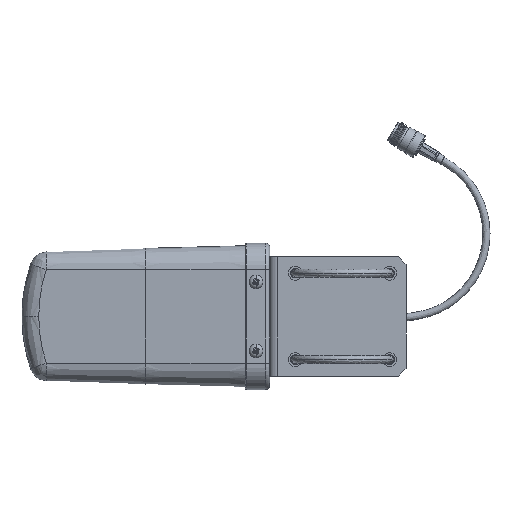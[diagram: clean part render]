
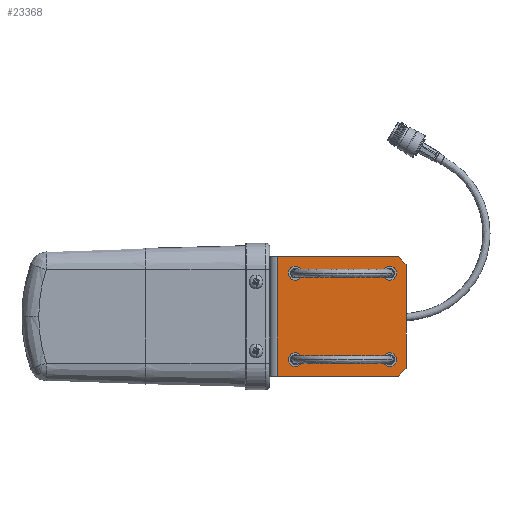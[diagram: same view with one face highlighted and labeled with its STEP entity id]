
A CAD part, front view. The second image highlights one B-rep face of the part: STEP entity #23368.
In plain terms, the highlighted planar face has unit normal (0, -1, 0).
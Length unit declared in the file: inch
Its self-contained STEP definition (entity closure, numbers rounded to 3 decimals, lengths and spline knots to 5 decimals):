
#264 = CIRCLE ( 'NONE', #312, 0.175 ) ;
#265 = CARTESIAN_POINT ( 'NONE',  ( 3.218, -0.98402, -1.5 ) ) ;
#275 = CARTESIAN_POINT ( 'NONE',  ( 3.218, -0.98402, -1.5 ) ) ;
#276 = LINE ( 'NONE', #275, #313 ) ;
#280 = CARTESIAN_POINT ( 'NONE',  ( 0.093, -0.98402, -1.5 ) ) ;
#281 = AXIS2_PLACEMENT_3D ( 'NONE', #289, #345, #344 ) ;
#284 = DIRECTION ( 'NONE',  ( 0., 0., 1. ) ) ;
#285 = DIRECTION ( 'NONE',  ( 0., -1., 0. ) ) ;
#286 = FACE_BOUND ( 'NONE', #23336, .T. ) ;
#287 = LINE ( 'NONE', #351, #350 ) ;
#288 = CARTESIAN_POINT ( 'NONE',  ( 0.183, -0.98402, -1.5 ) ) ;
#289 = CARTESIAN_POINT ( 'NONE',  ( 0.64241, -0.98402, -1.08267 ) ) ;
#290 = AXIS2_PLACEMENT_3D ( 'NONE', #305, #285, #284 ) ;
#291 = DIRECTION ( 'NONE',  ( 0., 0., -1. ) ) ;
#292 = VECTOR ( 'NONE', #291, 39.37008 ) ;
#293 = CARTESIAN_POINT ( 'NONE',  ( 0.183, -0.98402, -1.5 ) ) ;
#294 = CIRCLE ( 'NONE', #290, 0.175 ) ;
#295 = DIRECTION ( 'NONE',  ( 0.707, 0., -0.707 ) ) ;
#296 = VECTOR ( 'NONE', #295, 39.37008 ) ;
#297 = CARTESIAN_POINT ( 'NONE',  ( 3.418, -0.98402, 1.3 ) ) ;
#298 = LINE ( 'NONE', #293, #292 ) ;
#299 = DIRECTION ( 'NONE',  ( 0., 0., -1. ) ) ;
#300 = VECTOR ( 'NONE', #299, 39.37008 ) ;
#301 = CARTESIAN_POINT ( 'NONE',  ( 3.418, -0.98402, 1.5 ) ) ;
#302 = LINE ( 'NONE', #301, #300 ) ;
#303 = CARTESIAN_POINT ( 'NONE',  ( 3.418, -0.98402, -1.3 ) ) ;
#304 = LINE ( 'NONE', #297, #296 ) ;
#305 = CARTESIAN_POINT ( 'NONE',  ( 3.00461, -0.98402, -1.08267 ) ) ;
#306 = CIRCLE ( 'NONE', #281, 0.175 ) ;
#307 = DIRECTION ( 'NONE',  ( -0.707, 0., -0.707 ) ) ;
#308 = CARTESIAN_POINT ( 'NONE',  ( 3.418, -0.98402, 1.3 ) ) ;
#309 = DIRECTION ( 'NONE',  ( 0., 0., 1. ) ) ;
#310 = DIRECTION ( 'NONE',  ( 0., -1., 0. ) ) ;
#311 = CARTESIAN_POINT ( 'NONE',  ( 3.00461, -0.98402, 1.08268 ) ) ;
#312 = AXIS2_PLACEMENT_3D ( 'NONE', #311, #310, #309 ) ;
#313 = VECTOR ( 'NONE', #307, 39.37008 ) ;
#318 = DIRECTION ( 'NONE',  ( 0., 0., 1. ) ) ;
#326 = DIRECTION ( 'NONE',  ( 0., 0., 1. ) ) ;
#327 = AXIS2_PLACEMENT_3D ( 'NONE', #339, #348, #326 ) ;
#328 = CIRCLE ( 'NONE', #327, 0.175 ) ;
#329 = DIRECTION ( 'NONE',  ( 0., 1., 0. ) ) ;
#332 = PLANE ( 'NONE',  #338 ) ;
#333 = FACE_OUTER_BOUND ( 'NONE', #23319, .T. ) ;
#334 = FACE_BOUND ( 'NONE', #23343, .T. ) ;
#338 = AXIS2_PLACEMENT_3D ( 'NONE', #280, #329, #318 ) ;
#339 = CARTESIAN_POINT ( 'NONE',  ( 0.64241, -0.98402, 1.08268 ) ) ;
#340 = FACE_BOUND ( 'NONE', #23433, .T. ) ;
#344 = DIRECTION ( 'NONE',  ( 0., 0., 1. ) ) ;
#345 = DIRECTION ( 'NONE',  ( 0., -1., 0. ) ) ;
#346 = FACE_BOUND ( 'NONE', #23423, .T. ) ;
#348 = DIRECTION ( 'NONE',  ( 0., -1., 0. ) ) ;
#349 = DIRECTION ( 'NONE',  ( -1., 0., 0. ) ) ;
#350 = VECTOR ( 'NONE', #349, 39.37008 ) ;
#351 = CARTESIAN_POINT ( 'NONE',  ( 0.093, -0.98402, -1.5 ) ) ;
#352 = CARTESIAN_POINT ( 'NONE',  ( 3.218, -0.98402, 1.5 ) ) ;
#392 = CARTESIAN_POINT ( 'NONE',  ( 0.183, -0.98402, 1.5 ) ) ;
#812 = LINE ( 'NONE', #815, #816 ) ;
#814 = DIRECTION ( 'NONE',  ( -1., 0., 0. ) ) ;
#815 = CARTESIAN_POINT ( 'NONE',  ( 0.093, -0.98402, 1.5 ) ) ;
#816 = VECTOR ( 'NONE', #814, 39.37008 ) ;
#8888 = DIRECTION ( 'NONE',  ( 0., 0., 1. ) ) ;
#8890 = DIRECTION ( 'NONE',  ( 0., -1., 0. ) ) ;
#8900 = CARTESIAN_POINT ( 'NONE',  ( 0.64241, -0.98402, -1.08267 ) ) ;
#8902 = AXIS2_PLACEMENT_3D ( 'NONE', #8900, #8890, #8888 ) ;
#8908 = CIRCLE ( 'NONE', #8902, 0.175 ) ;
#9018 = AXIS2_PLACEMENT_3D ( 'NONE', #9042, #9075, #9074 ) ;
#9024 = CARTESIAN_POINT ( 'NONE',  ( 3.00461, -0.98402, -1.25767 ) ) ;
#9036 = CIRCLE ( 'NONE', #9018, 0.175 ) ;
#9042 = CARTESIAN_POINT ( 'NONE',  ( 3.00461, -0.98402, 1.08268 ) ) ;
#9045 = CARTESIAN_POINT ( 'NONE',  ( 3.00461, -0.98402, -0.90767 ) ) ;
#9051 = CARTESIAN_POINT ( 'NONE',  ( 0.64241, -0.98402, -0.90767 ) ) ;
#9053 = CARTESIAN_POINT ( 'NONE',  ( 0.64241, -0.98402, -1.25767 ) ) ;
#9074 = DIRECTION ( 'NONE',  ( 0., 0., 1. ) ) ;
#9075 = DIRECTION ( 'NONE',  ( 0., -1., 0. ) ) ;
#15912 = CIRCLE ( 'NONE', #15923, 0.175 ) ;
#15920 = DIRECTION ( 'NONE',  ( 0., 0., 1. ) ) ;
#15921 = DIRECTION ( 'NONE',  ( 0., -1., 0. ) ) ;
#15923 = AXIS2_PLACEMENT_3D ( 'NONE', #15934, #15921, #15920 ) ;
#15934 = CARTESIAN_POINT ( 'NONE',  ( 3.00461, -0.98402, -1.08267 ) ) ;
#16223 = CARTESIAN_POINT ( 'NONE',  ( 0.64241, -0.98402, 1.25768 ) ) ;
#16226 = CARTESIAN_POINT ( 'NONE',  ( 0.64241, -0.98402, 0.90768 ) ) ;
#16372 = CARTESIAN_POINT ( 'NONE',  ( 3.00461, -0.98402, 0.90768 ) ) ;
#16373 = CARTESIAN_POINT ( 'NONE',  ( 3.00461, -0.98402, 1.25768 ) ) ;
#22668 = VERTEX_POINT ( 'NONE', #16223 ) ;
#22669 = VERTEX_POINT ( 'NONE', #16226 ) ;
#22703 = VERTEX_POINT ( 'NONE', #16373 ) ;
#22704 = VERTEX_POINT ( 'NONE', #16372 ) ;
#22863 = EDGE_CURVE ( 'NONE', #22981, #22948, #15912, .T. ) ;
#22894 = EDGE_CURVE ( 'NONE', #22988, #22989, #8908, .T. ) ;
#22948 = VERTEX_POINT ( 'NONE', #9024 ) ;
#22963 = EDGE_CURVE ( 'NONE', #22703, #22704, #9036, .T. ) ;
#22981 = VERTEX_POINT ( 'NONE', #9045 ) ;
#22988 = VERTEX_POINT ( 'NONE', #9051 ) ;
#22989 = VERTEX_POINT ( 'NONE', #9053 ) ;
#23007 = EDGE_CURVE ( 'NONE', #22668, #22669, #24179, .T. ) ;
#23283 = EDGE_CURVE ( 'NONE', #23455, #23416, #812, .T. ) ;
#23294 = ORIENTED_EDGE ( 'NONE', *, *, #23328, .T. ) ;
#23318 = EDGE_CURVE ( 'NONE', #22704, #22703, #264, .T. ) ;
#23319 = EDGE_LOOP ( 'NONE', ( #23320, #23321, #23326, #23329, #23453, #23294 ) ) ;
#23320 = ORIENTED_EDGE ( 'NONE', *, *, #23356, .F. ) ;
#23321 = ORIENTED_EDGE ( 'NONE', *, *, #23322, .F. ) ;
#23322 = EDGE_CURVE ( 'NONE', #23345, #23323, #276, .T. ) ;
#23323 = VERTEX_POINT ( 'NONE', #265 ) ;
#23324 = VERTEX_POINT ( 'NONE', #308 ) ;
#23325 = EDGE_CURVE ( 'NONE', #23324, #23345, #302, .T. ) ;
#23326 = ORIENTED_EDGE ( 'NONE', *, *, #23325, .F. ) ;
#23327 = EDGE_CURVE ( 'NONE', #23455, #23324, #304, .T. ) ;
#23328 = EDGE_CURVE ( 'NONE', #23416, #23347, #298, .T. ) ;
#23329 = ORIENTED_EDGE ( 'NONE', *, *, #23327, .F. ) ;
#23335 = ORIENTED_EDGE ( 'NONE', *, *, #23358, .F. ) ;
#23336 = EDGE_LOOP ( 'NONE', ( #23339, #23344 ) ) ;
#23339 = ORIENTED_EDGE ( 'NONE', *, *, #23007, .F. ) ;
#23341 = EDGE_CURVE ( 'NONE', #22948, #22981, #294, .T. ) ;
#23343 = EDGE_LOOP ( 'NONE', ( #23354, #23350 ) ) ;
#23344 = ORIENTED_EDGE ( 'NONE', *, *, #23365, .F. ) ;
#23345 = VERTEX_POINT ( 'NONE', #303 ) ;
#23346 = ORIENTED_EDGE ( 'NONE', *, *, #22963, .F. ) ;
#23347 = VERTEX_POINT ( 'NONE', #288 ) ;
#23350 = ORIENTED_EDGE ( 'NONE', *, *, #23341, .F. ) ;
#23351 = ORIENTED_EDGE ( 'NONE', *, *, #23318, .F. ) ;
#23354 = ORIENTED_EDGE ( 'NONE', *, *, #22863, .F. ) ;
#23356 = EDGE_CURVE ( 'NONE', #23323, #23347, #287, .T. ) ;
#23358 = EDGE_CURVE ( 'NONE', #22989, #22988, #306, .T. ) ;
#23363 = ORIENTED_EDGE ( 'NONE', *, *, #22894, .F. ) ;
#23365 = EDGE_CURVE ( 'NONE', #22669, #22668, #328, .T. ) ;
#23368 = ADVANCED_FACE ( 'NONE', ( #346, #286, #340, #334, #333 ), #332, .F. ) ;
#23416 = VERTEX_POINT ( 'NONE', #392 ) ;
#23423 = EDGE_LOOP ( 'NONE', ( #23363, #23335 ) ) ;
#23433 = EDGE_LOOP ( 'NONE', ( #23346, #23351 ) ) ;
#23453 = ORIENTED_EDGE ( 'NONE', *, *, #23283, .T. ) ;
#23455 = VERTEX_POINT ( 'NONE', #352 ) ;
#24158 = DIRECTION ( 'NONE',  ( 0., 0., 1. ) ) ;
#24164 = CARTESIAN_POINT ( 'NONE',  ( 0.64241, -0.98402, 1.08268 ) ) ;
#24165 = DIRECTION ( 'NONE',  ( 0., -1., 0. ) ) ;
#24179 = CIRCLE ( 'NONE', #24182, 0.175 ) ;
#24182 = AXIS2_PLACEMENT_3D ( 'NONE', #24164, #24165, #24158 ) ;
